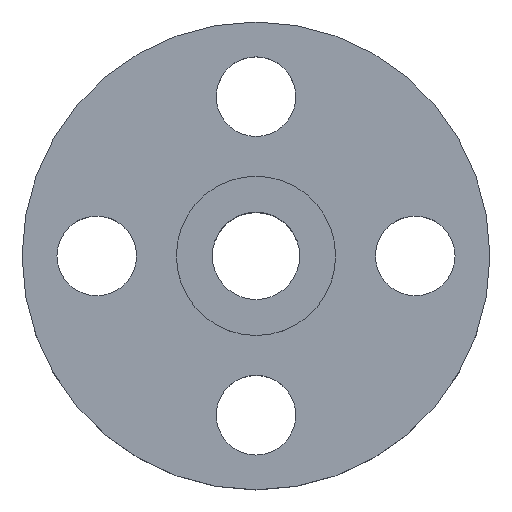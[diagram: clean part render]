
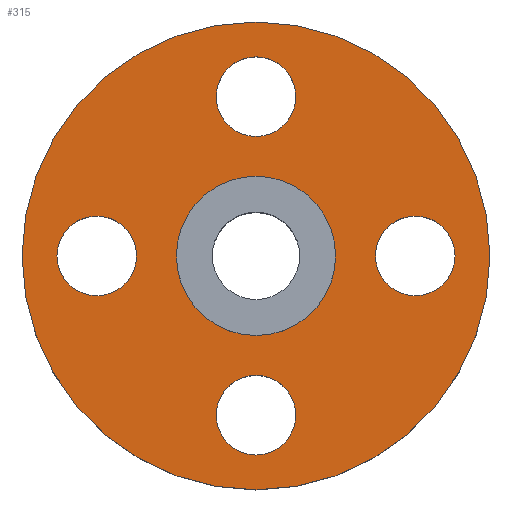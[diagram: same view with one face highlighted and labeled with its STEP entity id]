
A CAD part, top view. The second image highlights one B-rep face of the part: STEP entity #315.
In plain terms, the highlighted planar face has unit normal (0, 0, 1).
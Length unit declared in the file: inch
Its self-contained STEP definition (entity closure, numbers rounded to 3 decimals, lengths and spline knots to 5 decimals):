
#26 = VERTEX_POINT ( 'NONE', #698 ) ;
#30 = FACE_BOUND ( 'NONE', #495, .T. ) ;
#33 = AXIS2_PLACEMENT_3D ( 'NONE', #334, #594, #476 ) ;
#48 = CIRCLE ( 'NONE', #85, 2.9375 ) ;
#49 = DIRECTION ( 'NONE',  ( 0., 0., 1. ) ) ;
#54 = VERTEX_POINT ( 'NONE', #639 ) ;
#65 = ORIENTED_EDGE ( 'NONE', *, *, #454, .F. ) ;
#75 = CARTESIAN_POINT ( 'NONE',  ( 0., 0., -0.25 ) ) ;
#79 = VERTEX_POINT ( 'NONE', #841 ) ;
#85 = AXIS2_PLACEMENT_3D ( 'NONE', #88, #742, #223 ) ;
#86 = ORIENTED_EDGE ( 'NONE', *, *, #287, .F. ) ;
#88 = CARTESIAN_POINT ( 'NONE',  ( 0., 0., -0.25 ) ) ;
#90 = DIRECTION ( 'NONE',  ( 0., 0., 1. ) ) ;
#92 = EDGE_CURVE ( 'NONE', #421, #297, #459, .T. ) ;
#100 = DIRECTION ( 'NONE',  ( -1., 0., 0. ) ) ;
#124 = CARTESIAN_POINT ( 'NONE',  ( -1.5, 0., -0.25 ) ) ;
#133 = EDGE_CURVE ( 'NONE', #79, #54, #654, .T. ) ;
#136 = DIRECTION ( 'NONE',  ( 1., 0., 0. ) ) ;
#142 = CARTESIAN_POINT ( 'NONE',  ( -2., 0., -0.25 ) ) ;
#156 = CARTESIAN_POINT ( 'NONE',  ( 1., 0., -0.25 ) ) ;
#174 = CIRCLE ( 'NONE', #546, 0.5 ) ;
#175 = EDGE_LOOP ( 'NONE', ( #624, #86 ) ) ;
#185 = AXIS2_PLACEMENT_3D ( 'NONE', #577, #842, #252 ) ;
#186 = AXIS2_PLACEMENT_3D ( 'NONE', #472, #857, #668 ) ;
#188 = DIRECTION ( 'NONE',  ( 1., 0., 0. ) ) ;
#201 = DIRECTION ( 'NONE',  ( 0., -1., 0. ) ) ;
#218 = FACE_BOUND ( 'NONE', #726, .T. ) ;
#221 = CARTESIAN_POINT ( 'NONE',  ( 2., 0., -0.25 ) ) ;
#223 = DIRECTION ( 'NONE',  ( 1., 0., 0. ) ) ;
#239 = EDGE_CURVE ( 'NONE', #792, #405, #426, .T. ) ;
#241 = ORIENTED_EDGE ( 'NONE', *, *, #733, .F. ) ;
#252 = DIRECTION ( 'NONE',  ( 0., -1., 0. ) ) ;
#256 = CARTESIAN_POINT ( 'NONE',  ( -2.5, 0., -0.25 ) ) ;
#258 = AXIS2_PLACEMENT_3D ( 'NONE', #75, #527, #136 ) ;
#264 = ORIENTED_EDGE ( 'NONE', *, *, #510, .F. ) ;
#273 = ORIENTED_EDGE ( 'NONE', *, *, #239, .F. ) ;
#279 = VERTEX_POINT ( 'NONE', #611 ) ;
#287 = EDGE_CURVE ( 'NONE', #614, #475, #312, .T. ) ;
#288 = DIRECTION ( 'NONE',  ( 0., 0., 1. ) ) ;
#291 = ORIENTED_EDGE ( 'NONE', *, *, #133, .T. ) ;
#297 = VERTEX_POINT ( 'NONE', #670 ) ;
#299 = CARTESIAN_POINT ( 'NONE',  ( 0., 1., -0.25 ) ) ;
#305 = CARTESIAN_POINT ( 'NONE',  ( -1., 0., -0.25 ) ) ;
#312 = CIRCLE ( 'NONE', #816, 0.5 ) ;
#315 = ADVANCED_FACE ( 'NONE', ( #218, #358, #427, #371, #30, #422 ), #498, .F. ) ;
#319 = AXIS2_PLACEMENT_3D ( 'NONE', #299, #760, #558 ) ;
#320 = CARTESIAN_POINT ( 'NONE',  ( 0., -2., -0.25 ) ) ;
#327 = CARTESIAN_POINT ( 'NONE',  ( 0., 2., -0.25 ) ) ;
#334 = CARTESIAN_POINT ( 'NONE',  ( 0., 0., -0.25 ) ) ;
#339 = CIRCLE ( 'NONE', #185, 0.5 ) ;
#349 = EDGE_CURVE ( 'NONE', #54, #79, #48, .T. ) ;
#357 = CIRCLE ( 'NONE', #383, 0.5 ) ;
#358 = FACE_BOUND ( 'NONE', #677, .T. ) ;
#364 = ORIENTED_EDGE ( 'NONE', *, *, #390, .F. ) ;
#371 = FACE_BOUND ( 'NONE', #175, .T. ) ;
#372 = ORIENTED_EDGE ( 'NONE', *, *, #799, .F. ) ;
#379 = CARTESIAN_POINT ( 'NONE',  ( 2.5, 0., -0.25 ) ) ;
#383 = AXIS2_PLACEMENT_3D ( 'NONE', #221, #288, #100 ) ;
#385 = CIRCLE ( 'NONE', #667, 0.5 ) ;
#390 = EDGE_CURVE ( 'NONE', #604, #501, #357, .T. ) ;
#397 = DIRECTION ( 'NONE',  ( 0., 0., 1. ) ) ;
#405 = VERTEX_POINT ( 'NONE', #305 ) ;
#420 = DIRECTION ( 'NONE',  ( -1., 0., 0. ) ) ;
#421 = VERTEX_POINT ( 'NONE', #491 ) ;
#422 = FACE_OUTER_BOUND ( 'NONE', #438, .T. ) ;
#426 = CIRCLE ( 'NONE', #258, 1. ) ;
#427 = FACE_BOUND ( 'NONE', #829, .T. ) ;
#438 = EDGE_LOOP ( 'NONE', ( #291, #464 ) ) ;
#440 = CIRCLE ( 'NONE', #186, 0.5 ) ;
#454 = EDGE_CURVE ( 'NONE', #297, #421, #599, .T. ) ;
#459 = CIRCLE ( 'NONE', #671, 0.5 ) ;
#464 = ORIENTED_EDGE ( 'NONE', *, *, #349, .T. ) ;
#472 = CARTESIAN_POINT ( 'NONE',  ( -2., 0., -0.25 ) ) ;
#475 = VERTEX_POINT ( 'NONE', #124 ) ;
#476 = DIRECTION ( 'NONE',  ( 1., 0., 0. ) ) ;
#488 = ORIENTED_EDGE ( 'NONE', *, *, #713, .F. ) ;
#491 = CARTESIAN_POINT ( 'NONE',  ( 0.5, -2., -0.25 ) ) ;
#495 = EDGE_LOOP ( 'NONE', ( #273, #241 ) ) ;
#498 = PLANE ( 'NONE',  #319 ) ;
#501 = VERTEX_POINT ( 'NONE', #379 ) ;
#507 = CIRCLE ( 'NONE', #33, 1. ) ;
#510 = EDGE_CURVE ( 'NONE', #279, #26, #339, .T. ) ;
#522 = DIRECTION ( 'NONE',  ( 0., 0., 1. ) ) ;
#527 = DIRECTION ( 'NONE',  ( 0., 0., 1. ) ) ;
#546 = AXIS2_PLACEMENT_3D ( 'NONE', #327, #397, #201 ) ;
#558 = DIRECTION ( 'NONE',  ( -1., 0., 0. ) ) ;
#577 = CARTESIAN_POINT ( 'NONE',  ( 0., 2., -0.25 ) ) ;
#582 = CARTESIAN_POINT ( 'NONE',  ( 1.5, 0., -0.25 ) ) ;
#594 = DIRECTION ( 'NONE',  ( 0., 0., 1. ) ) ;
#599 = CIRCLE ( 'NONE', #665, 0.5 ) ;
#604 = VERTEX_POINT ( 'NONE', #582 ) ;
#607 = DIRECTION ( 'NONE',  ( 0., 0., 1. ) ) ;
#611 = CARTESIAN_POINT ( 'NONE',  ( -0.5, 2., -0.25 ) ) ;
#614 = VERTEX_POINT ( 'NONE', #256 ) ;
#624 = ORIENTED_EDGE ( 'NONE', *, *, #743, .F. ) ;
#636 = DIRECTION ( 'NONE',  ( 0., 1., 0. ) ) ;
#639 = CARTESIAN_POINT ( 'NONE',  ( -2.9375, 0., -0.25 ) ) ;
#654 = CIRCLE ( 'NONE', #766, 2.9375 ) ;
#665 = AXIS2_PLACEMENT_3D ( 'NONE', #320, #49, #828 ) ;
#667 = AXIS2_PLACEMENT_3D ( 'NONE', #682, #90, #420 ) ;
#668 = DIRECTION ( 'NONE',  ( 1., 0., 0. ) ) ;
#670 = CARTESIAN_POINT ( 'NONE',  ( -0.5, -2., -0.25 ) ) ;
#671 = AXIS2_PLACEMENT_3D ( 'NONE', #843, #522, #636 ) ;
#677 = EDGE_LOOP ( 'NONE', ( #372, #364 ) ) ;
#682 = CARTESIAN_POINT ( 'NONE',  ( 2., 0., -0.25 ) ) ;
#698 = CARTESIAN_POINT ( 'NONE',  ( 0.5, 2., -0.25 ) ) ;
#713 = EDGE_CURVE ( 'NONE', #26, #279, #174, .T. ) ;
#726 = EDGE_LOOP ( 'NONE', ( #488, #264 ) ) ;
#733 = EDGE_CURVE ( 'NONE', #405, #792, #507, .T. ) ;
#742 = DIRECTION ( 'NONE',  ( 0., 0., 1. ) ) ;
#743 = EDGE_CURVE ( 'NONE', #475, #614, #440, .T. ) ;
#760 = DIRECTION ( 'NONE',  ( 0., 0., -1. ) ) ;
#766 = AXIS2_PLACEMENT_3D ( 'NONE', #780, #769, #188 ) ;
#769 = DIRECTION ( 'NONE',  ( 0., 0., 1. ) ) ;
#780 = CARTESIAN_POINT ( 'NONE',  ( 0., 0., -0.25 ) ) ;
#792 = VERTEX_POINT ( 'NONE', #156 ) ;
#799 = EDGE_CURVE ( 'NONE', #501, #604, #385, .T. ) ;
#801 = DIRECTION ( 'NONE',  ( 1., 0., 0. ) ) ;
#816 = AXIS2_PLACEMENT_3D ( 'NONE', #142, #607, #801 ) ;
#822 = ORIENTED_EDGE ( 'NONE', *, *, #92, .F. ) ;
#828 = DIRECTION ( 'NONE',  ( 0., 1., 0. ) ) ;
#829 = EDGE_LOOP ( 'NONE', ( #822, #65 ) ) ;
#841 = CARTESIAN_POINT ( 'NONE',  ( 2.9375, 0., -0.25 ) ) ;
#842 = DIRECTION ( 'NONE',  ( 0., 0., 1. ) ) ;
#843 = CARTESIAN_POINT ( 'NONE',  ( 0., -2., -0.25 ) ) ;
#857 = DIRECTION ( 'NONE',  ( 0., 0., 1. ) ) ;
